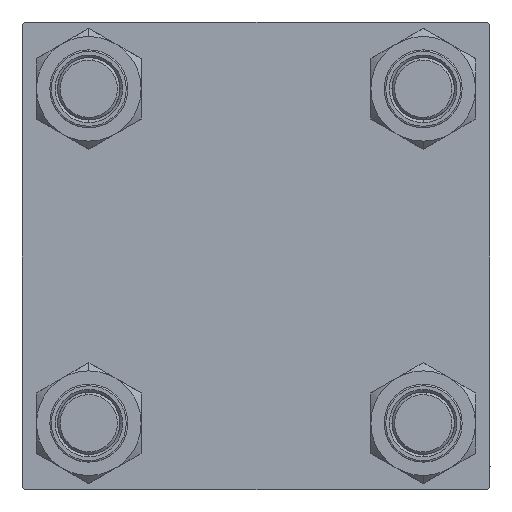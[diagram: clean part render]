
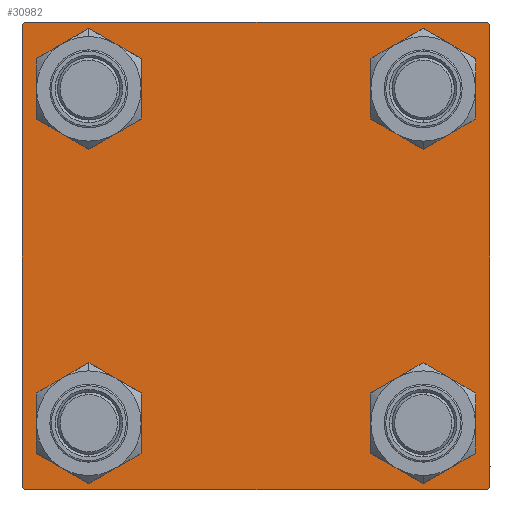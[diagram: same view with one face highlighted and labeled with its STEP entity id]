
A CAD part, left-side view. The second image highlights one B-rep face of the part: STEP entity #30982.
In plain terms, the highlighted planar face has unit normal (-1, 0, 0).
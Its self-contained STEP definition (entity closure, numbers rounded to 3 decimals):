
#1029 = EDGE_LOOP ( 'NONE', ( #16488, #17004 ) ) ;
#1039 = ORIENTED_EDGE ( 'NONE', *, *, #2225, .T. ) ;
#1574 = CARTESIAN_POINT ( 'NONE',  ( 0., -32.15, -32.15 ) ) ;
#2140 = EDGE_CURVE ( 'NONE', #33545, #14707, #22920, .T. ) ;
#2186 = EDGE_CURVE ( 'NONE', #46970, #41015, #4077, .T. ) ;
#2225 = EDGE_CURVE ( 'NONE', #28891, #3553, #25676, .T. ) ;
#3553 = VERTEX_POINT ( 'NONE', #41171 ) ;
#3731 = EDGE_CURVE ( 'NONE', #46404, #49130, #17196, .T. ) ;
#3784 = EDGE_CURVE ( 'NONE', #25651, #17943, #43102, .T. ) ;
#4077 = CIRCLE ( 'NONE', #49738, 6.5 ) ;
#5364 = CIRCLE ( 'NONE', #6187, 6.5 ) ;
#5848 = CARTESIAN_POINT ( 'NONE',  ( 0., 45., -44.5 ) ) ;
#6187 = AXIS2_PLACEMENT_3D ( 'NONE', #26881, #31524, #47159 ) ;
#7326 = ORIENTED_EDGE ( 'NONE', *, *, #41993, .T. ) ;
#8008 = ORIENTED_EDGE ( 'NONE', *, *, #24776, .T. ) ;
#8012 = LINE ( 'NONE', #16578, #41771 ) ;
#8136 = LINE ( 'NONE', #39073, #18961 ) ;
#8218 = CARTESIAN_POINT ( 'NONE',  ( 0., -32.15, -38.65 ) ) ;
#8565 = CIRCLE ( 'NONE', #29331, 6.5 ) ;
#9144 = LINE ( 'NONE', #12519, #50140 ) ;
#10055 = VECTOR ( 'NONE', #12528, 1000. ) ;
#10199 = EDGE_LOOP ( 'NONE', ( #22674, #32191 ) ) ;
#10430 = CARTESIAN_POINT ( 'NONE',  ( 0., 44.5, 45. ) ) ;
#10573 = VERTEX_POINT ( 'NONE', #8218 ) ;
#11271 = AXIS2_PLACEMENT_3D ( 'NONE', #1574, #25461, #45482 ) ;
#11468 = CARTESIAN_POINT ( 'NONE',  ( 0., 45., 44.5 ) ) ;
#12048 = DIRECTION ( 'NONE',  ( 0., 0.707, -0.707 ) ) ;
#12519 = CARTESIAN_POINT ( 'NONE',  ( 0., -44.75, -44.75 ) ) ;
#12528 = DIRECTION ( 'NONE',  ( 0., -0.707, -0.707 ) ) ;
#12684 = DIRECTION ( 'NONE',  ( 1., 0., 0. ) ) ;
#12784 = CARTESIAN_POINT ( 'NONE',  ( 0., 44.75, -44.75 ) ) ;
#12787 = DIRECTION ( 'NONE',  ( 1., 0., 0. ) ) ;
#13322 = VERTEX_POINT ( 'NONE', #10430 ) ;
#13749 = CARTESIAN_POINT ( 'NONE',  ( 0., -32.15, 32.15 ) ) ;
#13825 = CARTESIAN_POINT ( 'NONE',  ( 0., 32.15, -32.15 ) ) ;
#14573 = CIRCLE ( 'NONE', #24530, 6.5 ) ;
#14707 = VERTEX_POINT ( 'NONE', #14972 ) ;
#14909 = ORIENTED_EDGE ( 'NONE', *, *, #3731, .F. ) ;
#14972 = CARTESIAN_POINT ( 'NONE',  ( 0., -44.5, -45. ) ) ;
#15106 = CARTESIAN_POINT ( 'NONE',  ( 0., 32.15, -32.15 ) ) ;
#15279 = CARTESIAN_POINT ( 'NONE',  ( 0., -32.15, -25.65 ) ) ;
#15998 = DIRECTION ( 'NONE',  ( 0., 0., 1. ) ) ;
#16142 = VECTOR ( 'NONE', #33023, 1000. ) ;
#16258 = FACE_OUTER_BOUND ( 'NONE', #16909, .T. ) ;
#16418 = AXIS2_PLACEMENT_3D ( 'NONE', #44323, #32074, #15998 ) ;
#16488 = ORIENTED_EDGE ( 'NONE', *, *, #20096, .T. ) ;
#16578 = CARTESIAN_POINT ( 'NONE',  ( 0., 45., 45. ) ) ;
#16836 = ORIENTED_EDGE ( 'NONE', *, *, #48833, .T. ) ;
#16909 = EDGE_LOOP ( 'NONE', ( #27517, #7326, #45631, #16836, #14909, #20565, #18077, #25499 ) ) ;
#17004 = ORIENTED_EDGE ( 'NONE', *, *, #3784, .T. ) ;
#17037 = FACE_BOUND ( 'NONE', #35290, .T. ) ;
#17196 = LINE ( 'NONE', #37449, #22364 ) ;
#17198 = CARTESIAN_POINT ( 'NONE',  ( 0., -44.75, 44.75 ) ) ;
#17641 = DIRECTION ( 'NONE',  ( 0., 0., 1. ) ) ;
#17851 = DIRECTION ( 'NONE',  ( 0., 0., 1. ) ) ;
#17943 = VERTEX_POINT ( 'NONE', #22904 ) ;
#18077 = ORIENTED_EDGE ( 'NONE', *, *, #33227, .F. ) ;
#18961 = VECTOR ( 'NONE', #20348, 1000. ) ;
#19407 = CIRCLE ( 'NONE', #48475, 6.5 ) ;
#19530 = CIRCLE ( 'NONE', #11271, 6.5 ) ;
#20096 = EDGE_CURVE ( 'NONE', #17943, #25651, #8565, .T. ) ;
#20310 = EDGE_CURVE ( 'NONE', #34404, #20808, #8012, .T. ) ;
#20348 = DIRECTION ( 'NONE',  ( 0., -1., 0. ) ) ;
#20565 = ORIENTED_EDGE ( 'NONE', *, *, #49990, .T. ) ;
#20808 = VERTEX_POINT ( 'NONE', #5848 ) ;
#20991 = ORIENTED_EDGE ( 'NONE', *, *, #21726, .T. ) ;
#21726 = EDGE_CURVE ( 'NONE', #42508, #10573, #5364, .T. ) ;
#22334 = AXIS2_PLACEMENT_3D ( 'NONE', #44220, #41795, #17641 ) ;
#22364 = VECTOR ( 'NONE', #33022, 1000. ) ;
#22674 = ORIENTED_EDGE ( 'NONE', *, *, #2186, .T. ) ;
#22904 = CARTESIAN_POINT ( 'NONE',  ( 0., 32.15, -25.65 ) ) ;
#22920 = LINE ( 'NONE', #38783, #38094 ) ;
#23932 = DIRECTION ( 'NONE',  ( 0., -0.707, 0.707 ) ) ;
#24203 = LINE ( 'NONE', #12784, #10055 ) ;
#24530 = AXIS2_PLACEMENT_3D ( 'NONE', #27483, #12684, #35790 ) ;
#24776 = EDGE_CURVE ( 'NONE', #10573, #42508, #19530, .T. ) ;
#24953 = EDGE_CURVE ( 'NONE', #3553, #28891, #14573, .T. ) ;
#25048 = VECTOR ( 'NONE', #12048, 1000. ) ;
#25283 = CARTESIAN_POINT ( 'NONE',  ( 0., 32.15, -38.65 ) ) ;
#25376 = CARTESIAN_POINT ( 'NONE',  ( 0., -32.15, 32.15 ) ) ;
#25461 = DIRECTION ( 'NONE',  ( 1., 0., 0. ) ) ;
#25499 = ORIENTED_EDGE ( 'NONE', *, *, #44214, .T. ) ;
#25629 = DIRECTION ( 'NONE',  ( 1., 0., 0. ) ) ;
#25651 = VERTEX_POINT ( 'NONE', #25283 ) ;
#25676 = CIRCLE ( 'NONE', #22334, 6.5 ) ;
#26563 = CARTESIAN_POINT ( 'NONE',  ( 0., -32.15, 25.65 ) ) ;
#26798 = CARTESIAN_POINT ( 'NONE',  ( 0., -32.15, 38.65 ) ) ;
#26881 = CARTESIAN_POINT ( 'NONE',  ( 0., -32.15, -32.15 ) ) ;
#27481 = DIRECTION ( 'NONE',  ( 0., 0., -1. ) ) ;
#27483 = CARTESIAN_POINT ( 'NONE',  ( 0., 32.15, 32.15 ) ) ;
#27517 = ORIENTED_EDGE ( 'NONE', *, *, #20310, .T. ) ;
#27928 = PLANE ( 'NONE',  #16418 ) ;
#28175 = AXIS2_PLACEMENT_3D ( 'NONE', #13825, #12787, #40590 ) ;
#28891 = VERTEX_POINT ( 'NONE', #31977 ) ;
#29331 = AXIS2_PLACEMENT_3D ( 'NONE', #15106, #34835, #35339 ) ;
#30220 = ORIENTED_EDGE ( 'NONE', *, *, #24953, .T. ) ;
#30982 = ADVANCED_FACE ( 'NONE', ( #36243, #44060, #32601, #17037, #16258 ), #27928, .T. ) ;
#31210 = DIRECTION ( 'NONE',  ( 0., -1., 0. ) ) ;
#31355 = VERTEX_POINT ( 'NONE', #39582 ) ;
#31524 = DIRECTION ( 'NONE',  ( 1., 0., 0. ) ) ;
#31767 = LINE ( 'NONE', #47658, #25048 ) ;
#31977 = CARTESIAN_POINT ( 'NONE',  ( 0., 32.15, 25.65 ) ) ;
#32074 = DIRECTION ( 'NONE',  ( -1., 0., 0. ) ) ;
#32191 = ORIENTED_EDGE ( 'NONE', *, *, #49348, .T. ) ;
#32236 = DIRECTION ( 'NONE',  ( 1., 0., 0. ) ) ;
#32601 = FACE_BOUND ( 'NONE', #1029, .T. ) ;
#33022 = DIRECTION ( 'NONE',  ( 0., 0., -1. ) ) ;
#33023 = DIRECTION ( 'NONE',  ( 0., 0.707, 0.707 ) ) ;
#33227 = EDGE_CURVE ( 'NONE', #13322, #31355, #8136, .T. ) ;
#33545 = VERTEX_POINT ( 'NONE', #35584 ) ;
#34404 = VERTEX_POINT ( 'NONE', #11468 ) ;
#34835 = DIRECTION ( 'NONE',  ( 1., 0., 0. ) ) ;
#35290 = EDGE_LOOP ( 'NONE', ( #30220, #1039 ) ) ;
#35339 = DIRECTION ( 'NONE',  ( 0., 0., 1. ) ) ;
#35497 = CARTESIAN_POINT ( 'NONE',  ( 0., -45., -44.5 ) ) ;
#35584 = CARTESIAN_POINT ( 'NONE',  ( 0., 44.5, -45. ) ) ;
#35790 = DIRECTION ( 'NONE',  ( 0., 0., 1. ) ) ;
#36243 = FACE_BOUND ( 'NONE', #10199, .T. ) ;
#36935 = LINE ( 'NONE', #17198, #16142 ) ;
#37449 = CARTESIAN_POINT ( 'NONE',  ( 0., -45., 45. ) ) ;
#38094 = VECTOR ( 'NONE', #31210, 1000. ) ;
#38783 = CARTESIAN_POINT ( 'NONE',  ( 0., 45., -45. ) ) ;
#39073 = CARTESIAN_POINT ( 'NONE',  ( 0., 45., 45. ) ) ;
#39582 = CARTESIAN_POINT ( 'NONE',  ( 0., -44.5, 45. ) ) ;
#40590 = DIRECTION ( 'NONE',  ( 0., 0., 1. ) ) ;
#41015 = VERTEX_POINT ( 'NONE', #26563 ) ;
#41171 = CARTESIAN_POINT ( 'NONE',  ( 0., 32.15, 38.65 ) ) ;
#41771 = VECTOR ( 'NONE', #27481, 1000. ) ;
#41795 = DIRECTION ( 'NONE',  ( 1., 0., 0. ) ) ;
#41993 = EDGE_CURVE ( 'NONE', #20808, #33545, #24203, .T. ) ;
#42274 = CARTESIAN_POINT ( 'NONE',  ( 0., -45., 44.5 ) ) ;
#42508 = VERTEX_POINT ( 'NONE', #15279 ) ;
#43102 = CIRCLE ( 'NONE', #28175, 6.5 ) ;
#44060 = FACE_BOUND ( 'NONE', #48012, .T. ) ;
#44214 = EDGE_CURVE ( 'NONE', #13322, #34404, #31767, .T. ) ;
#44220 = CARTESIAN_POINT ( 'NONE',  ( 0., 32.15, 32.15 ) ) ;
#44323 = CARTESIAN_POINT ( 'NONE',  ( 0., 0., 0. ) ) ;
#45482 = DIRECTION ( 'NONE',  ( 0., 0., 1. ) ) ;
#45631 = ORIENTED_EDGE ( 'NONE', *, *, #2140, .T. ) ;
#45704 = DIRECTION ( 'NONE',  ( 0., 0., 1. ) ) ;
#46404 = VERTEX_POINT ( 'NONE', #42274 ) ;
#46970 = VERTEX_POINT ( 'NONE', #26798 ) ;
#47159 = DIRECTION ( 'NONE',  ( 0., 0., 1. ) ) ;
#47658 = CARTESIAN_POINT ( 'NONE',  ( 0., 44.75, 44.75 ) ) ;
#48012 = EDGE_LOOP ( 'NONE', ( #20991, #8008 ) ) ;
#48475 = AXIS2_PLACEMENT_3D ( 'NONE', #25376, #25629, #17851 ) ;
#48833 = EDGE_CURVE ( 'NONE', #14707, #49130, #9144, .T. ) ;
#49130 = VERTEX_POINT ( 'NONE', #35497 ) ;
#49348 = EDGE_CURVE ( 'NONE', #41015, #46970, #19407, .T. ) ;
#49738 = AXIS2_PLACEMENT_3D ( 'NONE', #13749, #32236, #45704 ) ;
#49990 = EDGE_CURVE ( 'NONE', #46404, #31355, #36935, .T. ) ;
#50140 = VECTOR ( 'NONE', #23932, 1000. ) ;
